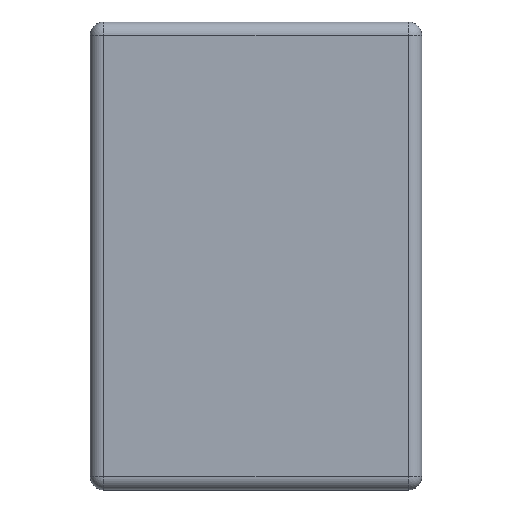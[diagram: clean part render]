
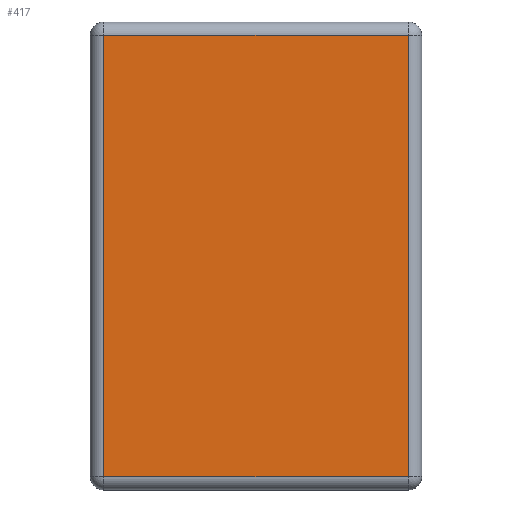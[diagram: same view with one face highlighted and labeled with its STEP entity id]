
A CAD part, front view. The second image highlights one B-rep face of the part: STEP entity #417.
In plain terms, the highlighted planar face has unit normal (0, -1, 0).
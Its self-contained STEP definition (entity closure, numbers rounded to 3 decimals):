
#2=DIRECTION('',(0.,0.,1.));
#3=VECTOR('',#2,33.3);
#4=CARTESIAN_POINT('',(11.5,0.,-16.65));
#5=LINE('',#4,#3);
#6=DIRECTION('',(1.,0.,0.));
#7=VECTOR('',#6,23.);
#8=CARTESIAN_POINT('',(-11.5,0.,-16.65));
#9=LINE('',#8,#7);
#10=DIRECTION('',(0.,0.,-1.));
#11=VECTOR('',#10,33.3);
#12=CARTESIAN_POINT('',(-11.5,0.,16.65));
#13=LINE('',#12,#11);
#14=DIRECTION('',(-1.,0.,0.));
#15=VECTOR('',#14,23.);
#16=CARTESIAN_POINT('',(11.5,0.,16.65));
#17=LINE('',#16,#15);
#342=CARTESIAN_POINT('',(11.5,0.,-16.65));
#343=CARTESIAN_POINT('',(11.5,0.,16.65));
#344=VERTEX_POINT('',#342);
#345=VERTEX_POINT('',#343);
#350=CARTESIAN_POINT('',(-11.5,0.,16.65));
#351=VERTEX_POINT('',#350);
#356=CARTESIAN_POINT('',(-11.5,0.,-16.65));
#357=VERTEX_POINT('',#356);
#402=CARTESIAN_POINT('',(0.,0.,0.));
#403=DIRECTION('',(0.,1.,0.));
#404=DIRECTION('',(1.,0.,0.));
#405=AXIS2_PLACEMENT_3D('',#402,#403,#404);
#406=PLANE('',#405);
#408=ORIENTED_EDGE('',*,*,#407,.F.);
#410=ORIENTED_EDGE('',*,*,#409,.F.);
#412=ORIENTED_EDGE('',*,*,#411,.F.);
#414=ORIENTED_EDGE('',*,*,#413,.F.);
#415=EDGE_LOOP('',(#408,#410,#412,#414));
#416=FACE_OUTER_BOUND('',#415,.F.);
#417=ADVANCED_FACE('',(#416),#406,.F.);
#407=EDGE_CURVE('',#344,#345,#5,.T.);
#409=EDGE_CURVE('',#357,#344,#9,.T.);
#411=EDGE_CURVE('',#351,#357,#13,.T.);
#413=EDGE_CURVE('',#345,#351,#17,.T.);
